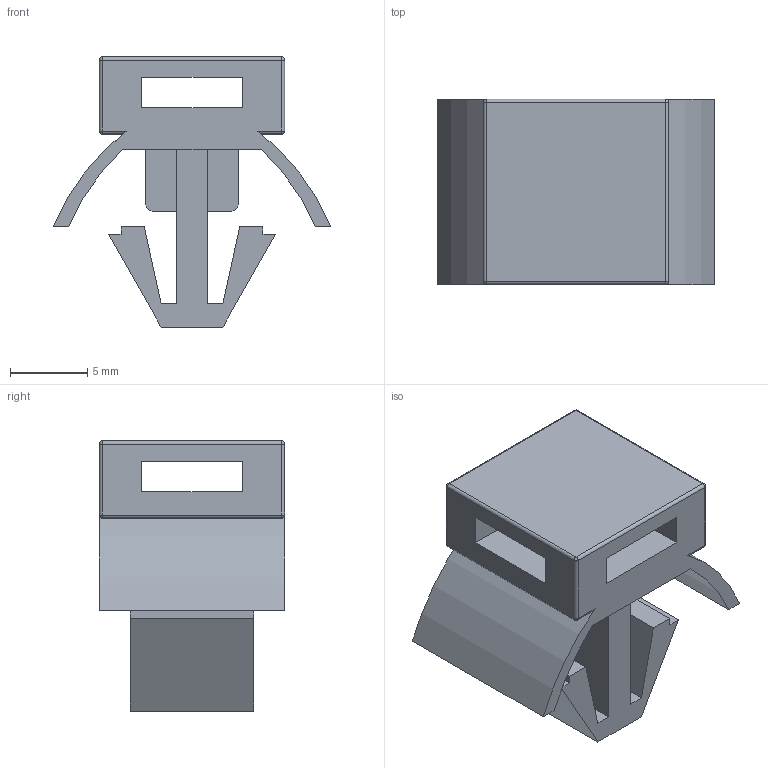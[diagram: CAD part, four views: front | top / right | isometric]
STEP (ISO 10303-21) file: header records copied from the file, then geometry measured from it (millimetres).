
FILE_DESCRIPTION((''),'2;1');
FILE_NAME('AR3635.stp','2022-01-24T11:56:13',('arma01'),(''),'Autodesk Inventor 2013','Autodesk Inventor 2013','');
FILE_SCHEMA(('AUTOMOTIVE_DESIGN { 1 0 10303 214 1 1 1 1 }'));
Length unit declared in the file: millimetre
Products named in the file (1): AR3635
Bounding box: 18 x 12 x 17.5 mm (x, y, z)
Volume: 1101 mm3; surface area: 1681.5 mm2
Topology: 1 solids, 1 shells, 73 faces, 192 edges, 120 vertices
Faces by surface type: plane 45, cylinder 20, sphere 8
Entity records: 2284 total; most frequent: CARTESIAN_POINT 430, ORIENTED_EDGE 384, DIRECTION 372, EDGE_CURVE 192, VECTOR 152, LINE 152, VERTEX_POINT 120, AXIS2_PLACEMENT_3D 110
